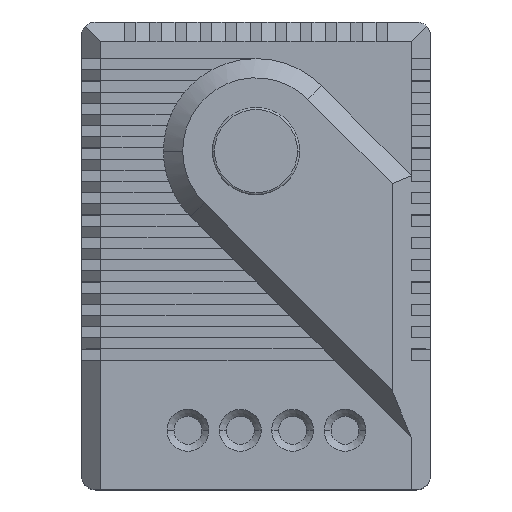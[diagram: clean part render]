
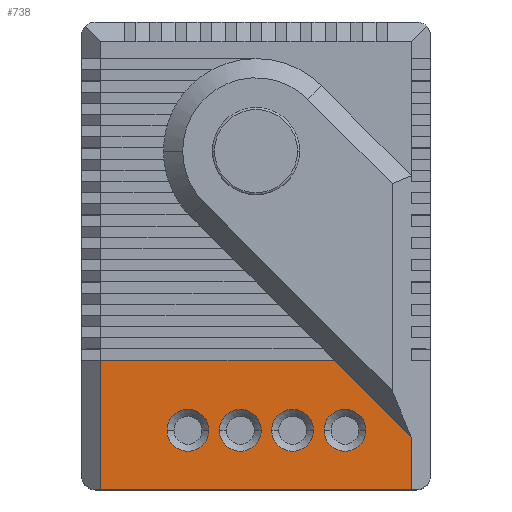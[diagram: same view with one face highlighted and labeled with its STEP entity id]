
A CAD part, top view. The second image highlights one B-rep face of the part: STEP entity #738.
In plain terms, the highlighted planar face has unit normal (0, 0, 1).
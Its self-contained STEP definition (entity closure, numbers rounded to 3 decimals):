
#738=ADVANCED_FACE('',(#1719,#1720,#1721,#1722,#1723),#1724,.F.);
#1719=FACE_OUTER_BOUND('',#2924,.T.);
#1720=FACE_BOUND('',#2925,.T.);
#1721=FACE_BOUND('',#2926,.T.);
#1722=FACE_BOUND('',#2927,.T.);
#1723=FACE_BOUND('',#2928,.T.);
#1724=PLANE('',#2929);
#2924=EDGE_LOOP('',(#5320,#5321,#5322,#5323,#5324));
#2925=EDGE_LOOP('',(#5325,#5326));
#2926=EDGE_LOOP('',(#5327,#5328));
#2927=EDGE_LOOP('',(#5329,#5330));
#2928=EDGE_LOOP('',(#5331,#5332));
#2929=AXIS2_PLACEMENT_3D('',#5333,#5334,#5335);
#5320=ORIENTED_EDGE('',*,*,#8011,.T.);
#5321=ORIENTED_EDGE('',*,*,#8012,.F.);
#5322=ORIENTED_EDGE('',*,*,#7327,.F.);
#5323=ORIENTED_EDGE('',*,*,#7285,.F.);
#5324=ORIENTED_EDGE('',*,*,#8009,.T.);
#5325=ORIENTED_EDGE('',*,*,#8013,.T.);
#5326=ORIENTED_EDGE('',*,*,#8014,.T.);
#5327=ORIENTED_EDGE('',*,*,#8015,.T.);
#5328=ORIENTED_EDGE('',*,*,#8016,.T.);
#5329=ORIENTED_EDGE('',*,*,#8017,.T.);
#5330=ORIENTED_EDGE('',*,*,#8018,.T.);
#5331=ORIENTED_EDGE('',*,*,#8019,.T.);
#5332=ORIENTED_EDGE('',*,*,#8020,.T.);
#5333=CARTESIAN_POINT('',(0.0,16.5,35.25));
#5334=DIRECTION('',(0.0,0.0,-1.0));
#5335=DIRECTION('',(1.0,0.0,0.0));
#7285=EDGE_CURVE('',#8765,#8767,#8768,.T.);
#7327=EDGE_CURVE('',#8767,#8837,#8838,.T.);
#8009=EDGE_CURVE('',#8765,#9880,#9882,.T.);
#8011=EDGE_CURVE('',#9880,#9884,#9885,.T.);
#8012=EDGE_CURVE('',#8837,#9884,#9886,.T.);
#8013=EDGE_CURVE('',#9887,#9888,#9889,.T.);
#8014=EDGE_CURVE('',#9888,#9887,#9890,.T.);
#8015=EDGE_CURVE('',#9891,#9892,#9893,.T.);
#8016=EDGE_CURVE('',#9892,#9891,#9894,.T.);
#8017=EDGE_CURVE('',#9895,#9896,#9897,.T.);
#8018=EDGE_CURVE('',#9896,#9895,#9898,.T.);
#8019=EDGE_CURVE('',#9899,#9900,#9901,.T.);
#8020=EDGE_CURVE('',#9900,#9899,#9902,.T.);
#8765=VERTEX_POINT('',#10879);
#8767=VERTEX_POINT('',#10882);
#8768=LINE('',#10883,#10884);
#8837=VERTEX_POINT('',#10982);
#8838=LINE('',#10983,#10984);
#9880=VERTEX_POINT('',#12539);
#9882=LINE('',#12542,#12543);
#9884=VERTEX_POINT('',#12545);
#9885=LINE('',#12546,#12547);
#9886=LINE('',#12548,#12549);
#9887=VERTEX_POINT('',#12550);
#9888=VERTEX_POINT('',#12551);
#9889=CIRCLE('',#12552,3.0);
#9890=CIRCLE('',#12553,3.0);
#9891=VERTEX_POINT('',#12554);
#9892=VERTEX_POINT('',#12555);
#9893=CIRCLE('',#12556,3.0);
#9894=CIRCLE('',#12557,3.0);
#9895=VERTEX_POINT('',#12558);
#9896=VERTEX_POINT('',#12559);
#9897=CIRCLE('',#12560,3.0);
#9898=CIRCLE('',#12561,3.0);
#9899=VERTEX_POINT('',#12562);
#9900=VERTEX_POINT('',#12563);
#9901=CIRCLE('',#12564,3.0);
#9902=CIRCLE('',#12565,3.0);
#10879=CARTESIAN_POINT('',(47.25,7.512,35.25));
#10882=CARTESIAN_POINT('',(47.25,0.0,35.25));
#10883=CARTESIAN_POINT('',(47.25,7.512,35.25));
#10884=VECTOR('',#13631,1.0);
#10982=CARTESIAN_POINT('',(2.75,0.0,35.25));
#10983=CARTESIAN_POINT('',(47.25,0.0,35.25));
#10984=VECTOR('',#13676,1.0);
#12539=CARTESIAN_POINT('',(36.212,18.55,35.25));
#12542=CARTESIAN_POINT('',(47.25,7.512,35.25));
#12543=VECTOR('',#14242,1.0);
#12545=CARTESIAN_POINT('',(2.75,18.55,35.25));
#12546=CARTESIAN_POINT('',(36.212,18.55,35.25));
#12547=VECTOR('',#14243,1.0);
#12548=CARTESIAN_POINT('',(2.75,0.0,35.25));
#12549=VECTOR('',#14244,1.0);
#12550=CARTESIAN_POINT('',(18.25,8.5,35.25));
#12551=CARTESIAN_POINT('',(12.25,8.5,35.25));
#12552=AXIS2_PLACEMENT_3D('',#14245,#14246,#14247);
#12553=AXIS2_PLACEMENT_3D('',#14248,#14249,#14250);
#12554=CARTESIAN_POINT('',(25.75,8.5,35.25));
#12555=CARTESIAN_POINT('',(19.75,8.5,35.25));
#12556=AXIS2_PLACEMENT_3D('',#14251,#14252,#14253);
#12557=AXIS2_PLACEMENT_3D('',#14254,#14255,#14256);
#12558=CARTESIAN_POINT('',(33.25,8.5,35.25));
#12559=CARTESIAN_POINT('',(27.25,8.5,35.25));
#12560=AXIS2_PLACEMENT_3D('',#14257,#14258,#14259);
#12561=AXIS2_PLACEMENT_3D('',#14260,#14261,#14262);
#12562=CARTESIAN_POINT('',(40.75,8.5,35.25));
#12563=CARTESIAN_POINT('',(34.75,8.5,35.25));
#12564=AXIS2_PLACEMENT_3D('',#14263,#14264,#14265);
#12565=AXIS2_PLACEMENT_3D('',#14266,#14267,#14268);
#13631=DIRECTION('',(0.0,-1.0,0.0));
#13676=DIRECTION('',(-1.0,0.0,0.0));
#14242=DIRECTION('',(-0.707,0.707,0.0));
#14243=DIRECTION('',(-1.0,0.0,0.0));
#14244=DIRECTION('',(0.0,1.0,0.0));
#14245=CARTESIAN_POINT('',(15.25,8.5,35.25));
#14246=DIRECTION('',(0.0,0.0,-1.0));
#14247=DIRECTION('',(1.0,0.0,0.0));
#14248=CARTESIAN_POINT('',(15.25,8.5,35.25));
#14249=DIRECTION('',(0.0,0.0,-1.0));
#14250=DIRECTION('',(-1.0,0.0,0.0));
#14251=CARTESIAN_POINT('',(22.75,8.5,35.25));
#14252=DIRECTION('',(0.0,0.0,-1.0));
#14253=DIRECTION('',(1.0,0.0,0.0));
#14254=CARTESIAN_POINT('',(22.75,8.5,35.25));
#14255=DIRECTION('',(0.0,0.0,-1.0));
#14256=DIRECTION('',(-1.0,0.0,0.0));
#14257=CARTESIAN_POINT('',(30.25,8.5,35.25));
#14258=DIRECTION('',(0.0,0.0,-1.0));
#14259=DIRECTION('',(1.0,0.0,0.0));
#14260=CARTESIAN_POINT('',(30.25,8.5,35.25));
#14261=DIRECTION('',(0.0,0.0,-1.0));
#14262=DIRECTION('',(-1.0,0.0,0.0));
#14263=CARTESIAN_POINT('',(37.75,8.5,35.25));
#14264=DIRECTION('',(0.0,0.0,-1.0));
#14265=DIRECTION('',(1.0,0.0,0.0));
#14266=CARTESIAN_POINT('',(37.75,8.5,35.25));
#14267=DIRECTION('',(0.0,0.0,-1.0));
#14268=DIRECTION('',(-1.0,0.0,0.0));
